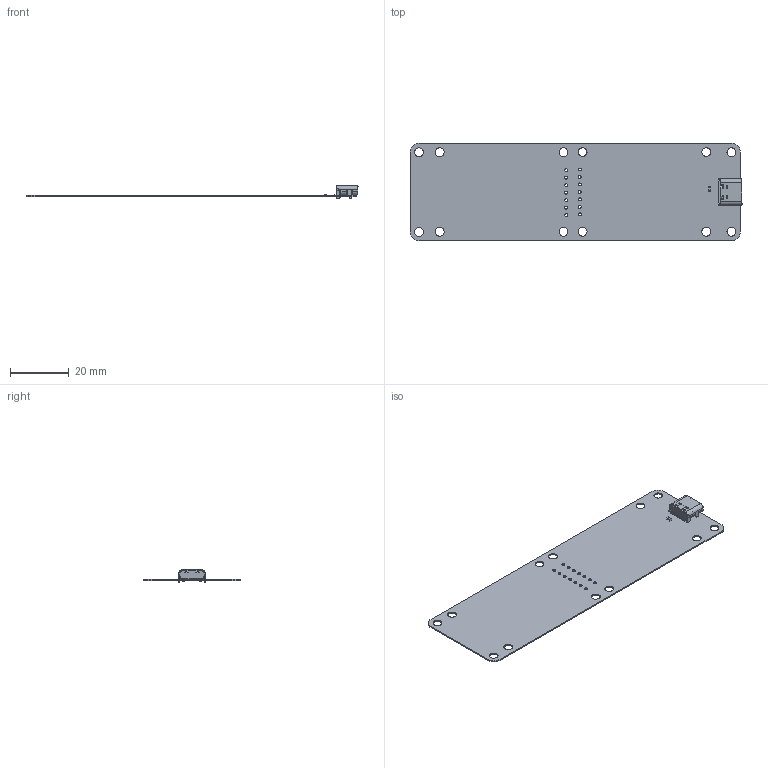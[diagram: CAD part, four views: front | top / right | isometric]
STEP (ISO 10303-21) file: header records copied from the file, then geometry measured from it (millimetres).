
FILE_DESCRIPTION(('Open CASCADE Model'),'2;1');
FILE_NAME('Open CASCADE Shape Model','2022-10-16T14:36:59',('Author'),( 'Open CASCADE'),'Open CASCADE STEP processor 6.8','Open CASCADE 6.8' ,'Unknown');
FILE_SCHEMA(('AUTOMOTIVE_DESIGN { 1 0 10303 214 1 1 1 1 }'));
Length unit declared in the file: millimetre
Products named in the file (8): PCB; Board; Open CASCADE STEP translator 6.8 1.1.1; C1; SW3DPS-RESISTOR_0603-DEFAULT; USB1; TYPE-C-31-M-12--3DModel-STEP-56544; TYPE-C-31-M-12
Assembly tree (7 placements, depth 4):
  PCB
    Board
      Open CASCADE STEP translator 6.8 1.1.1
    C1
      SW3DPS-RESISTOR_0603-DEFAULT
    USB1
      TYPE-C-31-M-12--3DModel-STEP-56544
        TYPE-C-31-M-12
Bounding box: 112.69 x 33.2 x 4.3 mm (x, y, z)
Volume: 1602.6 mm3; surface area: 7946.3 mm2
Topology: 44 solids, 44 shells, 760 faces, 1866 edges, 1204 vertices
Faces by surface type: plane 579, cylinder 161, cone 20
Full cylindrical faces by diameter (mm): 0.7 x2, 1 x14, 3 x12
Entity records: 22710 total; most frequent: CARTESIAN_POINT 4118, ORIENTED_EDGE 3732, DIRECTION 3628, EDGE_CURVE 1866, LINE 1488, VECTOR 1488, VERTEX_POINT 1204, AXIS2_PLACEMENT_3D 1070
